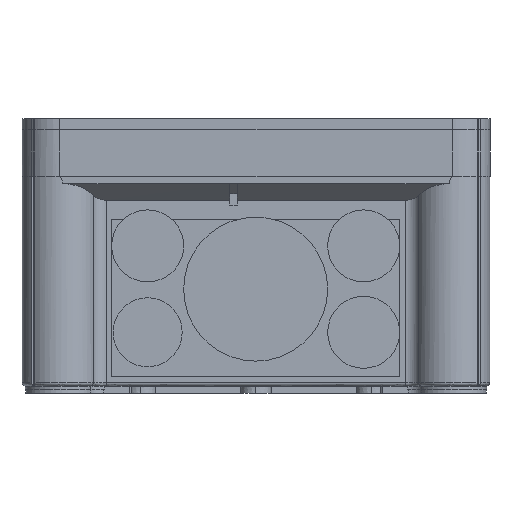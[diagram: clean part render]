
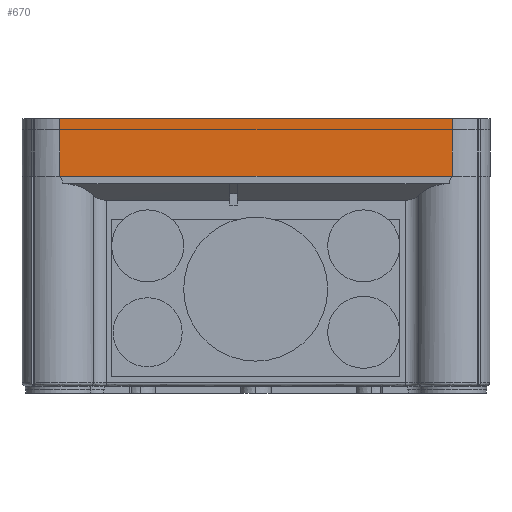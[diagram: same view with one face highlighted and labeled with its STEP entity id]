
A CAD part, left-side view. The second image highlights one B-rep face of the part: STEP entity #670.
In plain terms, the highlighted free-form (B-spline) face has degree [5, 1] with [6, 2] control points.
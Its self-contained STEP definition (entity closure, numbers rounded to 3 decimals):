
#95=CARTESIAN_POINT('Vertex',(-87.5,54.5,16.)) ;
#99=CARTESIAN_POINT('Control Point',(-87.5,-54.5,16.)) ;
#100=CARTESIAN_POINT('Control Point',(-87.5,-32.7,16.)) ;
#101=CARTESIAN_POINT('Control Point',(-87.5,-10.9,16.)) ;
#102=CARTESIAN_POINT('Control Point',(-87.5,10.9,16.)) ;
#103=CARTESIAN_POINT('Control Point',(-87.5,32.7,16.)) ;
#104=CARTESIAN_POINT('Control Point',(-87.5,54.5,16.)) ;
#105=CARTESIAN_POINT('Vertex',(-87.5,-54.5,16.)) ;
#613=CARTESIAN_POINT('Control Point',(-87.5,-54.5,16.)) ;
#614=CARTESIAN_POINT('Control Point',(-87.5,-54.5,0.)) ;
#615=CARTESIAN_POINT('Vertex',(-87.5,-54.5,0.)) ;
#638=CARTESIAN_POINT('Control Point',(-87.5,54.5,16.)) ;
#639=CARTESIAN_POINT('Control Point',(-87.5,54.5,0.)) ;
#640=CARTESIAN_POINT('Control Point',(-87.5,32.7,16.)) ;
#641=CARTESIAN_POINT('Control Point',(-87.5,32.7,0.)) ;
#642=CARTESIAN_POINT('Control Point',(-87.5,10.9,16.)) ;
#643=CARTESIAN_POINT('Control Point',(-87.5,10.9,0.)) ;
#644=CARTESIAN_POINT('Control Point',(-87.5,-10.9,16.)) ;
#645=CARTESIAN_POINT('Control Point',(-87.5,-10.9,0.)) ;
#646=CARTESIAN_POINT('Control Point',(-87.5,-32.7,16.)) ;
#647=CARTESIAN_POINT('Control Point',(-87.5,-32.7,0.)) ;
#648=CARTESIAN_POINT('Control Point',(-87.5,-54.5,16.)) ;
#649=CARTESIAN_POINT('Control Point',(-87.5,-54.5,0.)) ;
#651=CARTESIAN_POINT('Control Point',(-87.5,54.5,16.)) ;
#652=CARTESIAN_POINT('Control Point',(-87.5,54.5,0.)) ;
#653=CARTESIAN_POINT('Vertex',(-87.5,54.5,0.)) ;
#657=CARTESIAN_POINT('Control Point',(-87.5,54.5,0.)) ;
#658=CARTESIAN_POINT('Control Point',(-87.5,32.7,0.)) ;
#659=CARTESIAN_POINT('Control Point',(-87.5,10.9,0.)) ;
#660=CARTESIAN_POINT('Control Point',(-87.5,-10.9,0.)) ;
#661=CARTESIAN_POINT('Control Point',(-87.5,-32.7,0.)) ;
#662=CARTESIAN_POINT('Control Point',(-87.5,-54.5,0.)) ;
#665=ORIENTED_EDGE('',*,*,#655,.T.) ;
#666=ORIENTED_EDGE('',*,*,#663,.F.) ;
#667=ORIENTED_EDGE('',*,*,#617,.F.) ;
#668=ORIENTED_EDGE('',*,*,#107,.T.) ;
#670=ADVANCED_FACE('Surface.110',(#669),#637,.F.) ;
#98=B_SPLINE_CURVE_WITH_KNOTS('',5,(#99,#100,#101,#102,#103,#104),.UNSPECIFIED.,.F.,.U.,(6,6),(0.,154.149),.UNSPECIFIED.) ;
#612=B_SPLINE_CURVE_WITH_KNOTS('',1,(#613,#614),.UNSPECIFIED.,.F.,.U.,(2,2),(0.,16.),.UNSPECIFIED.) ;
#650=B_SPLINE_CURVE_WITH_KNOTS('',1,(#651,#652),.UNSPECIFIED.,.F.,.U.,(2,2),(0.,16.),.UNSPECIFIED.) ;
#656=B_SPLINE_CURVE_WITH_KNOTS('',5,(#657,#658,#659,#660,#661,#662),.UNSPECIFIED.,.F.,.U.,(6,6),(0.,109.),.UNSPECIFIED.) ;
#637=B_SPLINE_SURFACE_WITH_KNOTS('',5,1,((#638,#639),(#640,#641),(#642,#643),(#644,#645),(#646,#647),(#648,#649)),.UNSPECIFIED.,.F.,.F.,.U.,(6,6),(2,2),(0.,109.),(0.,16.),.UNSPECIFIED.) ;
#107=EDGE_CURVE('',#106,#96,#98,.T.) ;
#617=EDGE_CURVE('',#106,#616,#612,.T.) ;
#655=EDGE_CURVE('',#96,#654,#650,.T.) ;
#663=EDGE_CURVE('',#616,#654,#656,.F.) ;
#664=EDGE_LOOP('',(#665,#666,#667,#668)) ;
#669=FACE_OUTER_BOUND('',#664,.T.) ;
#96=VERTEX_POINT('',#95) ;
#106=VERTEX_POINT('',#105) ;
#616=VERTEX_POINT('',#615) ;
#654=VERTEX_POINT('',#653) ;
